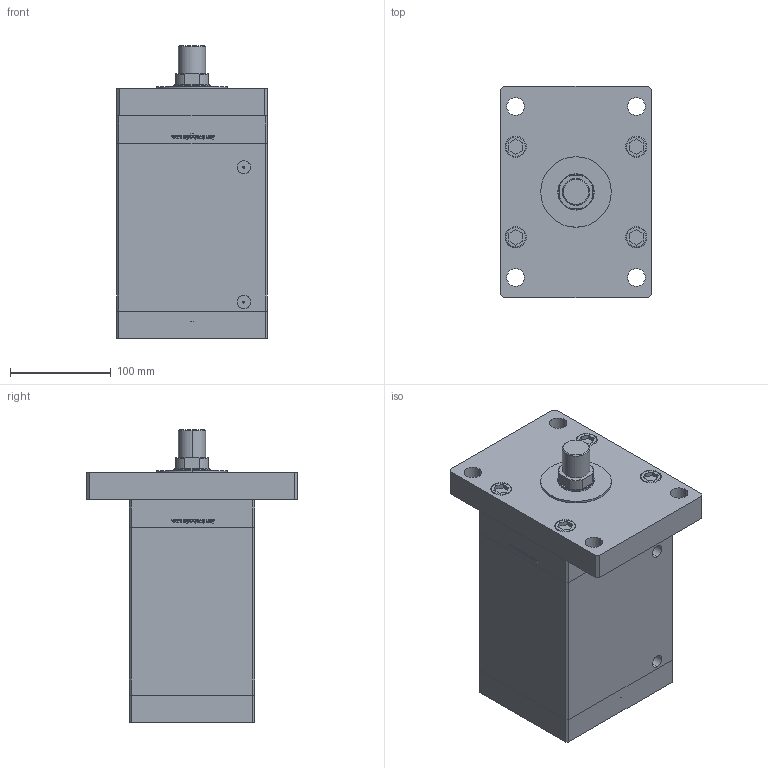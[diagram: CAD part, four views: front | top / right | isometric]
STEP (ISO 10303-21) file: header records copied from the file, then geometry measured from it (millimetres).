
FILE_DESCRIPTION (( 'STEP AP203' ), '1' );
FILE_NAME ('b136.STEP', '2024-01-08T23:01:47', ( '' ), ( '' ), 'SwSTEP 2.0', 'SolidWorks 2019', '' );
FILE_SCHEMA (( 'CONFIG_CONTROL_DESIGN' ));
Length unit declared in the file: millimetre
Products named in the file (9): b136; FEMALE_PART_FOR_DFA 439c7ebbfc872c383bce7635d6eb6c4a; V220C_FRONT_F 439c7ebbfc872c383bce7635d6eb6c4a; V220C BACK_F 439c7ebbfc872c383bce7635d6eb6c4a; V220C_F 439c7ebbfc872c383bce7635d6eb6c4a; V220C_VC_F 439c7ebbfc872c383bce7635d6eb6c4a; DFA 439c7ebbfc872c383bce7635d6eb6c4a; ALLEN BOLT 439c7ebbfc872c383bce7635d6eb6c4a; V220C_F_MIDDLE 439c7ebbfc872c383bce7635d6eb6c4a
Assembly tree (21 placements, depth 3):
  b136
    V220C BACK_F 439c7ebbfc872c383bce7635d6eb6c4a
    V220C_F_MIDDLE 439c7ebbfc872c383bce7635d6eb6c4a
    V220C_FRONT_F 439c7ebbfc872c383bce7635d6eb6c4a
    V220C_F 439c7ebbfc872c383bce7635d6eb6c4a
    ALLEN BOLT 439c7ebbfc872c383bce7635d6eb6c4a  x14
    V220C_VC_F 439c7ebbfc872c383bce7635d6eb6c4a
    DFA 439c7ebbfc872c383bce7635d6eb6c4a
      FEMALE_PART_FOR_DFA 439c7ebbfc872c383bce7635d6eb6c4a
Bounding box: 150 x 210 x 290.8 mm (x, y, z)
Volume: 4413198.3 mm3; surface area: 484406.6 mm2
Topology: 20 solids, 20 shells, 1343 faces, 3313 edges, 2161 vertices
Faces by surface type: plane 529, bspline 484, cylinder 196, cone 74, torus 60
Entity records: 54720 total; most frequent: CARTESIAN_POINT 30582, ORIENTED_EDGE 5426, DIRECTION 3253, EDGE_CURVE 2713, VERTEX_POINT 1797, LINE 1405, VECTOR 1405, EDGE_LOOP 1242
